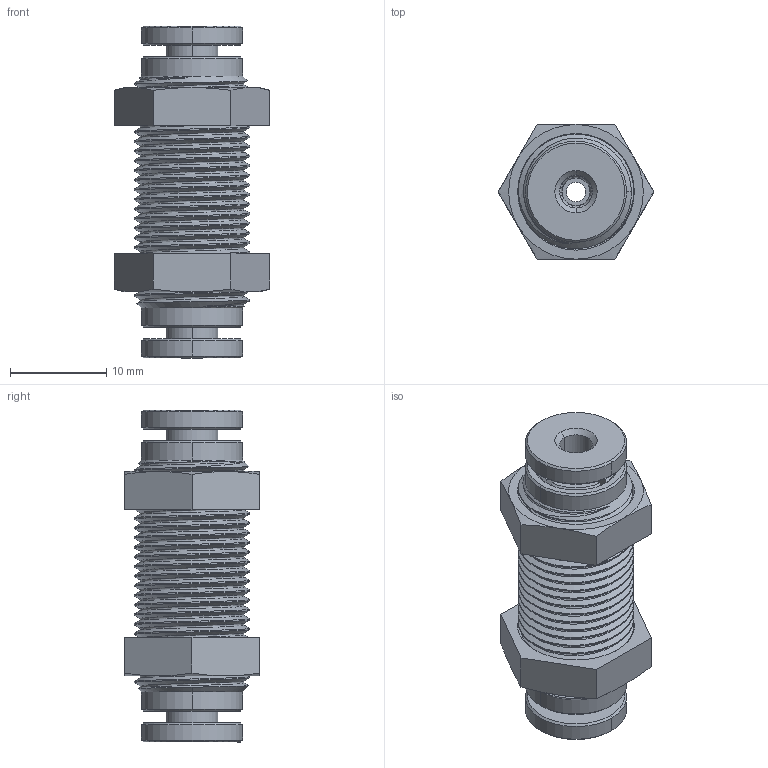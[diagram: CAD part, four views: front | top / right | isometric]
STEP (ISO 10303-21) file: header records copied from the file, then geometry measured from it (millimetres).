
FILE_DESCRIPTION (( 'STEP AP214' ), '1' );
FILE_NAME ('BUS1-8W.STEP', '2018-07-05T15:41:21', ( '' ), ( '' ), 'SwSTEP 2.0', 'SolidWorks 2016', '' );
FILE_SCHEMA (( 'AUTOMOTIVE_DESIGN' ));
Length unit declared in the file: millimetre
Products named in the file (1): BUS1-8W
Bounding box: 16.17 x 14 x 34.5 mm (x, y, z)
Volume: 3087.2 mm3; surface area: 5698.8 mm2
Topology: 13 solids, 13 shells, 669 faces, 1815 edges, 1178 vertices
Faces by surface type: plane 212, cone 201, cylinder 171, bspline 81, torus 4
Entity records: 37741 total; most frequent: CARTESIAN_POINT 14867, ORIENTED_EDGE 3630, DIRECTION 2737, EDGE_CURVE 1815, VERTEX_POINT 1178, AXIS2_PLACEMENT_3D 1126, EDGE_LOOP 701, UNCERTAINTY_MEASURE_WITH_UNIT 684
